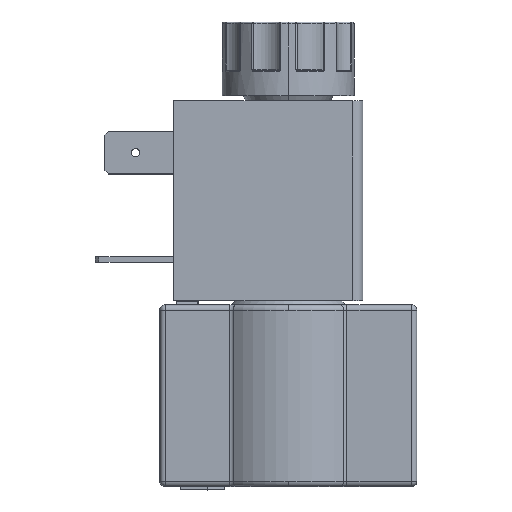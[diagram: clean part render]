
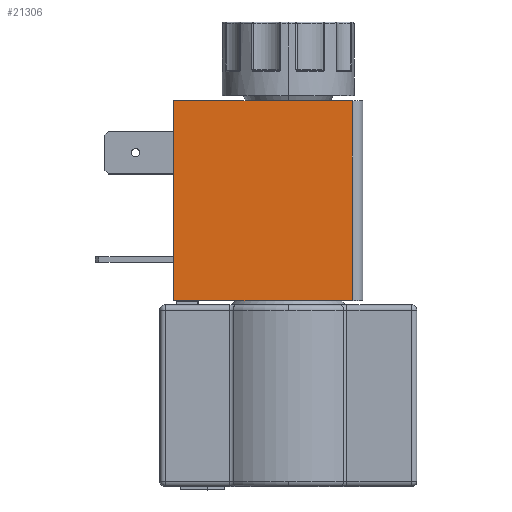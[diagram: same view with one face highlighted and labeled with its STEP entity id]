
A CAD part, top view. The second image highlights one B-rep face of the part: STEP entity #21306.
In plain terms, the highlighted planar face has unit normal (0, 0, 1).
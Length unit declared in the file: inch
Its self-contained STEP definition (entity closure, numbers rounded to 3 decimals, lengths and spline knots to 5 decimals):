
#439 = ORIENTED_EDGE ( 'NONE', *, *, #6616, .T. ) ;
#1443 = CARTESIAN_POINT ( 'NONE',  ( 0.37471, 1.87696, 0.435 ) ) ;
#1646 = DIRECTION ( 'NONE',  ( 0., -1., 0. ) ) ;
#3099 = CARTESIAN_POINT ( 'NONE',  ( -0.66929, 1.87696, 0.435 ) ) ;
#3590 = DIRECTION ( 'NONE',  ( 0., 0., -1. ) ) ;
#4988 = ORIENTED_EDGE ( 'NONE', *, *, #15356, .T. ) ;
#5617 = CARTESIAN_POINT ( 'NONE',  ( -0.66929, 0.70996, 0.435 ) ) ;
#6148 = VECTOR ( 'NONE', #13329, 39.37008 ) ;
#6616 = EDGE_CURVE ( 'NONE', #7025, #13171, #10653, .T. ) ;
#7025 = VERTEX_POINT ( 'NONE', #18195 ) ;
#7270 = PLANE ( 'NONE',  #16560 ) ;
#7637 = VERTEX_POINT ( 'NONE', #16850 ) ;
#8494 = LINE ( 'NONE', #12167, #18946 ) ;
#8547 = LINE ( 'NONE', #20054, #19465 ) ;
#9522 = ORIENTED_EDGE ( 'NONE', *, *, #18189, .F. ) ;
#10220 = EDGE_CURVE ( 'NONE', #17011, #13171, #20560, .T. ) ;
#10653 = LINE ( 'NONE', #21266, #6148 ) ;
#10794 = EDGE_LOOP ( 'NONE', ( #4988, #439, #18752, #9522 ) ) ;
#10821 = DIRECTION ( 'NONE',  ( 1., 0., 0. ) ) ;
#12167 = CARTESIAN_POINT ( 'NONE',  ( -0.66929, 0.70996, 0.435 ) ) ;
#12555 = DIRECTION ( 'NONE',  ( 1., 0., 0. ) ) ;
#13171 = VERTEX_POINT ( 'NONE', #1443 ) ;
#13329 = DIRECTION ( 'NONE',  ( 0., 1., 0. ) ) ;
#15285 = FACE_OUTER_BOUND ( 'NONE', #10794, .T. ) ;
#15356 = EDGE_CURVE ( 'NONE', #7637, #7025, #8494, .T. ) ;
#16436 = DIRECTION ( 'NONE',  ( 0., 1., 0. ) ) ;
#16560 = AXIS2_PLACEMENT_3D ( 'NONE', #5617, #3590, #1646 ) ;
#16850 = CARTESIAN_POINT ( 'NONE',  ( -0.66929, 0.70996, 0.435 ) ) ;
#17011 = VERTEX_POINT ( 'NONE', #20432 ) ;
#18189 = EDGE_CURVE ( 'NONE', #7637, #17011, #8547, .T. ) ;
#18195 = CARTESIAN_POINT ( 'NONE',  ( 0.37471, 0.70996, 0.435 ) ) ;
#18752 = ORIENTED_EDGE ( 'NONE', *, *, #10220, .F. ) ;
#18946 = VECTOR ( 'NONE', #12555, 39.37008 ) ;
#19465 = VECTOR ( 'NONE', #16436, 39.37008 ) ;
#20054 = CARTESIAN_POINT ( 'NONE',  ( -0.66929, 0.70996, 0.435 ) ) ;
#20380 = VECTOR ( 'NONE', #10821, 39.37008 ) ;
#20432 = CARTESIAN_POINT ( 'NONE',  ( -0.66929, 1.87696, 0.435 ) ) ;
#20560 = LINE ( 'NONE', #3099, #20380 ) ;
#21266 = CARTESIAN_POINT ( 'NONE',  ( 0.37471, 0.70996, 0.435 ) ) ;
#21306 = ADVANCED_FACE ( 'Defeatured_0_132', ( #15285 ), #7270, .F. ) ;
